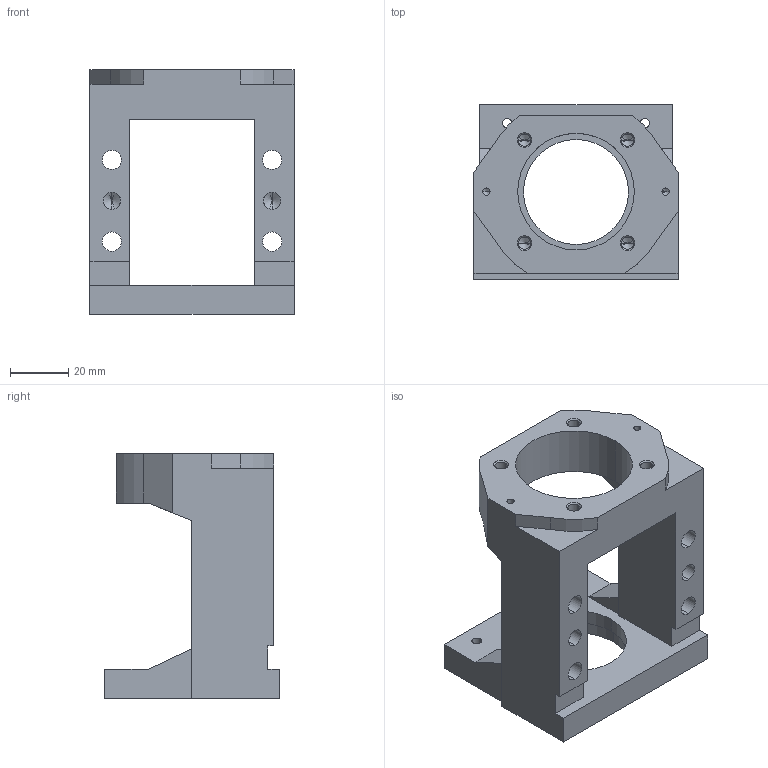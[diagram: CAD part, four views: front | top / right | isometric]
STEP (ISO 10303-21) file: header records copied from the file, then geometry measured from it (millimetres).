
FILE_DESCRIPTION (( 'STEP AP203' ), '1' );
FILE_NAME ('美式傳動座MBA15-C.STEP', '2016-11-22T00:46:31', ( '' ), ( '' ), 'SwSTEP 2.0', 'SolidWorks 2016', '' );
FILE_SCHEMA (( 'CONFIG_CONTROL_DESIGN' ));
Length unit declared in the file: millimetre
Products named in the file (1): 美式傳動座MBA15-C
Bounding box: 70 x 60 x 84 mm (x, y, z)
Volume: 105365.3 mm3; surface area: 32221 mm2
Topology: 1 solids, 1 shells, 133 faces, 342 edges, 206 vertices
Faces by surface type: cylinder 54, plane 43, cone 36
Entity records: 4005 total; most frequent: DIRECTION 714, CARTESIAN_POINT 662, ORIENTED_EDGE 644, EDGE_CURVE 322, AXIS2_PLACEMENT_3D 258, VERTEX_POINT 206, VECTOR 198, LINE 198
